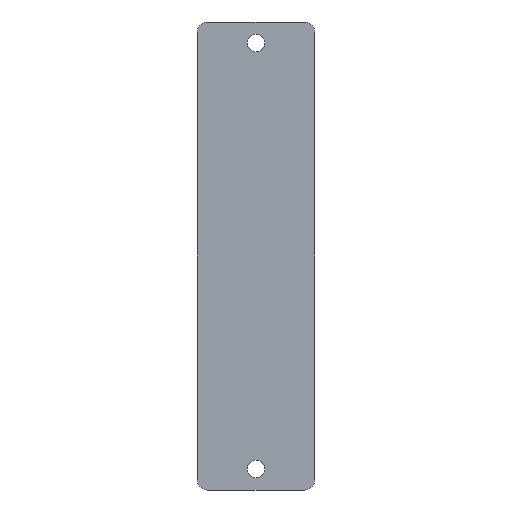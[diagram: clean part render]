
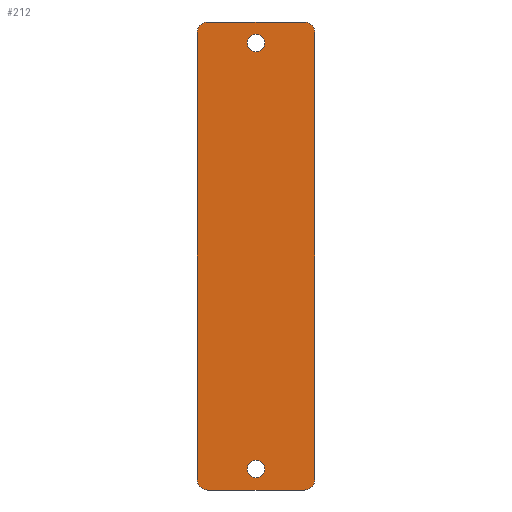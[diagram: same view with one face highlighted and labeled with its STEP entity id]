
A CAD part, front view. The second image highlights one B-rep face of the part: STEP entity #212.
In plain terms, the highlighted planar face has unit normal (0, -1, 0).
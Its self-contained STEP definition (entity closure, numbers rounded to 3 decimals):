
#34=CARTESIAN_POINT('',(276.,-80.,94.23));
#35=VERTEX_POINT('',#34);
#59=CARTESIAN_POINT('',(276.,-80.,90.93));
#60=VERTEX_POINT('',#59);
#61=CARTESIAN_POINT('',(276.,-80.,92.58));
#62=DIRECTION('',(-0.,1.,-0.));
#63=DIRECTION('',(0.,-0.,-1.));
#64=AXIS2_PLACEMENT_3D('',#61,#62,#63);
#65=CIRCLE('',#64,1.65);
#66=EDGE_CURVE('',#60,#35,#65,.T.);
#68=CARTESIAN_POINT('',(276.,-80.,92.58));
#69=DIRECTION('',(-0.,1.,-0.));
#70=DIRECTION('',(0.,-0.,-1.));
#71=AXIS2_PLACEMENT_3D('',#68,#69,#70);
#72=CIRCLE('',#71,1.65);
#73=EDGE_CURVE('',#35,#60,#72,.T.);
#85=CARTESIAN_POINT('',(276.,-80.,13.77));
#86=VERTEX_POINT('',#85);
#110=CARTESIAN_POINT('',(276.,-80.,10.47));
#111=VERTEX_POINT('',#110);
#112=CARTESIAN_POINT('',(276.,-80.,12.12));
#113=DIRECTION('',(-0.,1.,-0.));
#114=DIRECTION('',(0.,-0.,-1.));
#115=AXIS2_PLACEMENT_3D('',#112,#113,#114);
#116=CIRCLE('',#115,1.65);
#117=EDGE_CURVE('',#111,#86,#116,.T.);
#119=CARTESIAN_POINT('',(276.,-80.,12.12));
#120=DIRECTION('',(-0.,1.,-0.));
#121=DIRECTION('',(0.,-0.,-1.));
#122=AXIS2_PLACEMENT_3D('',#119,#120,#121);
#123=CIRCLE('',#122,1.65);
#124=EDGE_CURVE('',#86,#111,#123,.T.);
#129=CARTESIAN_POINT('',(339.455,-80.,32.35));
#130=DIRECTION('',(0.,-1.,0.));
#131=DIRECTION('',(1.,0.,-0.));
#132=AXIS2_PLACEMENT_3D('',#129,#130,#131);
#133=PLANE('',#132);
#134=ORIENTED_EDGE('',*,*,#117,.T.);
#135=ORIENTED_EDGE('',*,*,#124,.T.);
#136=EDGE_LOOP('',(#134,#135));
#137=FACE_BOUND('',#136,.T.);
#138=ORIENTED_EDGE('',*,*,#66,.T.);
#139=ORIENTED_EDGE('',*,*,#73,.T.);
#140=EDGE_LOOP('',(#138,#139));
#141=FACE_BOUND('',#140,.T.);
#142=CARTESIAN_POINT('',(285.1,-80.,8.12));
#143=VERTEX_POINT('',#142);
#144=CARTESIAN_POINT('',(266.9,-80.,8.12));
#145=VERTEX_POINT('',#144);
#146=CARTESIAN_POINT('',(285.1,-80.,8.12));
#147=DIRECTION('',(-1.,0.,0.));
#148=VECTOR('',#147,18.2);
#149=LINE('',#146,#148);
#150=EDGE_CURVE('',#143,#145,#149,.T.);
#151=ORIENTED_EDGE('',*,*,#150,.F.);
#152=CARTESIAN_POINT('',(287.1,-80.,10.12));
#153=VERTEX_POINT('',#152);
#154=CARTESIAN_POINT('',(285.1,-80.,10.12));
#155=DIRECTION('',(0.,-1.,0.));
#156=DIRECTION('',(0.,-0.,-1.));
#157=AXIS2_PLACEMENT_3D('',#154,#155,#156);
#158=CIRCLE('',#157,2.);
#159=EDGE_CURVE('',#143,#153,#158,.T.);
#160=ORIENTED_EDGE('',*,*,#159,.T.);
#161=CARTESIAN_POINT('',(287.1,-80.,94.58));
#162=VERTEX_POINT('',#161);
#163=CARTESIAN_POINT('',(287.1,-80.,94.58));
#164=DIRECTION('',(-0.,-0.,-1.));
#165=VECTOR('',#164,84.46);
#166=LINE('',#163,#165);
#167=EDGE_CURVE('',#162,#153,#166,.T.);
#168=ORIENTED_EDGE('',*,*,#167,.F.);
#169=CARTESIAN_POINT('',(285.1,-80.,96.58));
#170=VERTEX_POINT('',#169);
#171=CARTESIAN_POINT('',(285.1,-80.,94.58));
#172=DIRECTION('',(0.,-1.,0.));
#173=DIRECTION('',(0.,-0.,-1.));
#174=AXIS2_PLACEMENT_3D('',#171,#172,#173);
#175=CIRCLE('',#174,2.);
#176=EDGE_CURVE('',#162,#170,#175,.T.);
#177=ORIENTED_EDGE('',*,*,#176,.T.);
#178=CARTESIAN_POINT('',(266.9,-80.,96.58));
#179=VERTEX_POINT('',#178);
#180=CARTESIAN_POINT('',(285.1,-80.,96.58));
#181=DIRECTION('',(-1.,0.,0.));
#182=VECTOR('',#181,18.2);
#183=LINE('',#180,#182);
#184=EDGE_CURVE('',#170,#179,#183,.T.);
#185=ORIENTED_EDGE('',*,*,#184,.T.);
#186=CARTESIAN_POINT('',(264.9,-80.,94.58));
#187=VERTEX_POINT('',#186);
#188=CARTESIAN_POINT('',(266.9,-80.,94.58));
#189=DIRECTION('',(0.,-1.,0.));
#190=DIRECTION('',(0.,-0.,-1.));
#191=AXIS2_PLACEMENT_3D('',#188,#189,#190);
#192=CIRCLE('',#191,2.);
#193=EDGE_CURVE('',#179,#187,#192,.T.);
#194=ORIENTED_EDGE('',*,*,#193,.T.);
#195=CARTESIAN_POINT('',(264.9,-80.,10.12));
#196=VERTEX_POINT('',#195);
#197=CARTESIAN_POINT('',(264.9,-80.,10.12));
#198=DIRECTION('',(0.,0.,1.));
#199=VECTOR('',#198,84.46);
#200=LINE('',#197,#199);
#201=EDGE_CURVE('',#196,#187,#200,.T.);
#202=ORIENTED_EDGE('',*,*,#201,.F.);
#203=CARTESIAN_POINT('',(266.9,-80.,10.12));
#204=DIRECTION('',(0.,-1.,0.));
#205=DIRECTION('',(0.,-0.,-1.));
#206=AXIS2_PLACEMENT_3D('',#203,#204,#205);
#207=CIRCLE('',#206,2.);
#208=EDGE_CURVE('',#196,#145,#207,.T.);
#209=ORIENTED_EDGE('',*,*,#208,.T.);
#210=EDGE_LOOP('',(#151,#160,#168,#177,#185,#194,#202,#209));
#211=FACE_BOUND('',#210,.T.);
#212=ADVANCED_FACE('',(#137,#141,#211),#133,.T.);
